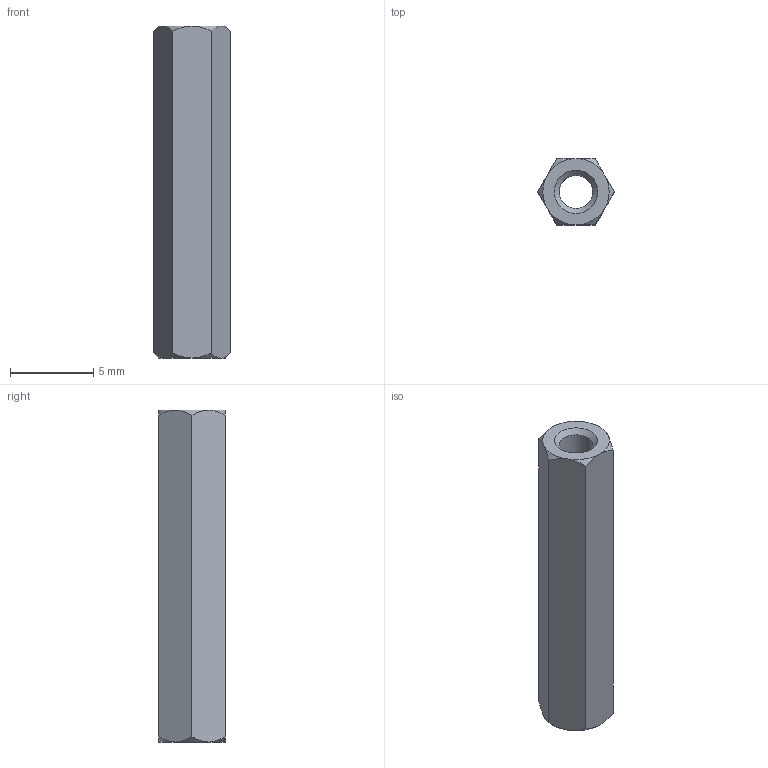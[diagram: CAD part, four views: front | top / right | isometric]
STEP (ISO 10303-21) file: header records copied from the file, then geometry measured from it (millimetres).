
FILE_DESCRIPTION(('FreeCAD Model'),'2;1');
FILE_NAME('Open CASCADE Shape Model','2021-01-01T18:11:25',( 'kicad StepUp'),('ksu MCAD'),'Open CASCADE STEP processor 7.4', 'FreeCAD','Unknown');
FILE_SCHEMA(('AUTOMOTIVE_DESIGN { 1 0 10303 214 1 1 1 1 }'));
Length unit declared in the file: millimetre
Products named in the file (1): 970200144
Bounding box: 4.62 x 4 x 20 mm (x, y, z)
Volume: 212.6 mm3; surface area: 421.1 mm2
Topology: 1 solids, 1 shells, 23 faces, 52 edges, 31 vertices
Faces by surface type: cone 14, plane 8, cylinder 1
Full cylindrical faces by diameter (mm): 2.013 x1
Entity records: 748 total; most frequent: CARTESIAN_POINT 246, ORIENTED_EDGE 104, DIRECTION 92, EDGE_CURVE 52, AXIS2_PLACEMENT_3D 43, VERTEX_POINT 31, B_SPLINE_CURVE_WITH_KNOTS 27, FACE_BOUND 25
